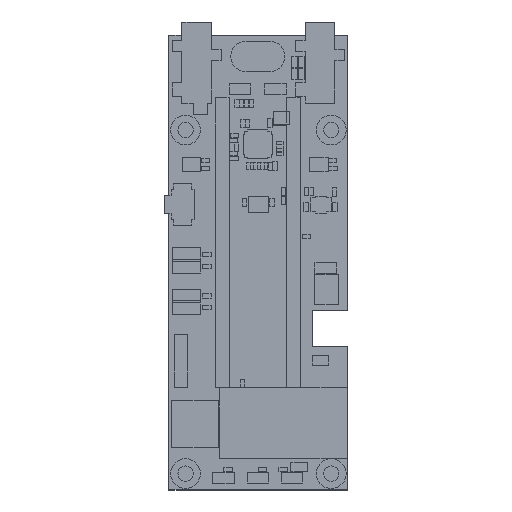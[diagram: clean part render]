
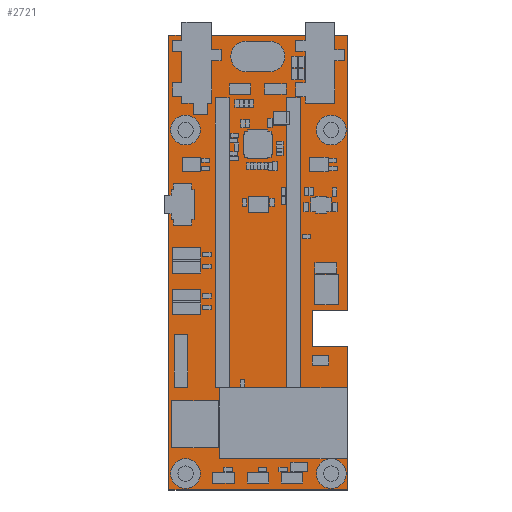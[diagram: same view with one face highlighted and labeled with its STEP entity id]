
A CAD part, top view. The second image highlights one B-rep face of the part: STEP entity #2721.
In plain terms, the highlighted planar face has unit normal (0, 0, 1).
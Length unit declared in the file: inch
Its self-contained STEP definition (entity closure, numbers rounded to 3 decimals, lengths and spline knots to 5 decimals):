
#370=CIRCLE($,#2035,0.09843);
#371=CIRCLE($,#2036,0.09843);
#374=CIRCLE($,#2043,0.06397);
#375=CIRCLE($,#2044,0.06397);
#378=CIRCLE($,#2049,0.06397);
#379=CIRCLE($,#2050,0.06397);
#382=CIRCLE($,#2055,0.06397);
#383=CIRCLE($,#2056,0.06397);
#386=CIRCLE($,#2061,0.06397);
#387=CIRCLE($,#2062,0.06397);
#390=CIRCLE($,#2067,0.03346);
#391=CIRCLE($,#2068,0.03346);
#394=CIRCLE($,#2073,0.03346);
#395=CIRCLE($,#2074,0.03346);
#398=CIRCLE($,#2079,0.03346);
#399=CIRCLE($,#2080,0.03346);
#402=CIRCLE($,#2085,0.03346);
#403=CIRCLE($,#2086,0.03346);
#1485=FACE_OUTER_BOUND($,#1755,.F.);
#1495=FACE_OUTER_BOUND($,#1765,.T.);
#1501=FACE_OUTER_BOUND($,#1771,.T.);
#1505=FACE_OUTER_BOUND($,#1775,.T.);
#1509=FACE_OUTER_BOUND($,#1779,.T.);
#1513=FACE_OUTER_BOUND($,#1783,.T.);
#1517=FACE_OUTER_BOUND($,#1787,.T.);
#1521=FACE_OUTER_BOUND($,#1791,.T.);
#1525=FACE_OUTER_BOUND($,#1795,.T.);
#1529=FACE_OUTER_BOUND($,#1799,.T.);
#1755=EDGE_LOOP($,(#2973,#2974,#2975,#2976,#2977,#2978,#2979,#2980));
#1765=EDGE_LOOP($,(#3021,#3022,#3023,#3024));
#1771=EDGE_LOOP($,(#3045,#3046));
#1775=EDGE_LOOP($,(#3057,#3058));
#1779=EDGE_LOOP($,(#3069,#3070));
#1783=EDGE_LOOP($,(#3081,#3082));
#1787=EDGE_LOOP($,(#3093,#3094));
#1791=EDGE_LOOP($,(#3105,#3106));
#1795=EDGE_LOOP($,(#3117,#3118));
#1799=EDGE_LOOP($,(#3129,#3130));
#2025=AXIS2_PLACEMENT_3D($,#7603,#6685,$);
#2035=AXIS2_PLACEMENT_3D($,#7625,#6685,$);
#2036=AXIS2_PLACEMENT_3D($,#7626,#6685,$);
#2043=AXIS2_PLACEMENT_3D($,#7639,#6685,$);
#2044=AXIS2_PLACEMENT_3D($,#7640,#6685,$);
#2049=AXIS2_PLACEMENT_3D($,#7651,#6685,$);
#2050=AXIS2_PLACEMENT_3D($,#7652,#6685,$);
#2055=AXIS2_PLACEMENT_3D($,#7663,#6685,$);
#2056=AXIS2_PLACEMENT_3D($,#7664,#6685,$);
#2061=AXIS2_PLACEMENT_3D($,#7675,#6685,$);
#2062=AXIS2_PLACEMENT_3D($,#7676,#6685,$);
#2067=AXIS2_PLACEMENT_3D($,#7687,#6685,$);
#2068=AXIS2_PLACEMENT_3D($,#7688,#6685,$);
#2073=AXIS2_PLACEMENT_3D($,#7699,#6685,$);
#2074=AXIS2_PLACEMENT_3D($,#7700,#6685,$);
#2079=AXIS2_PLACEMENT_3D($,#7711,#6685,$);
#2080=AXIS2_PLACEMENT_3D($,#7712,#6685,$);
#2085=AXIS2_PLACEMENT_3D($,#7723,#6685,$);
#2086=AXIS2_PLACEMENT_3D($,#7724,#6685,$);
#2493=PLANE($,#2025);
#2721=ADVANCED_FACE($,(#1485,#1495,#1501,#1505,#1509,#1513,#1517,#1521,
#1525,#1529),#2493,.T.);
#2973=ORIENTED_EDGE($,*,*,#4149,.T.);
#2974=ORIENTED_EDGE($,*,*,#4150,.T.);
#2975=ORIENTED_EDGE($,*,*,#4151,.T.);
#2976=ORIENTED_EDGE($,*,*,#4152,.T.);
#2977=ORIENTED_EDGE($,*,*,#4153,.T.);
#2978=ORIENTED_EDGE($,*,*,#4154,.T.);
#2979=ORIENTED_EDGE($,*,*,#4155,.T.);
#2980=ORIENTED_EDGE($,*,*,#4156,.T.);
#3021=ORIENTED_EDGE($,*,*,#4174,.T.);
#3022=ORIENTED_EDGE($,*,*,#4175,.T.);
#3023=ORIENTED_EDGE($,*,*,#4176,.T.);
#3024=ORIENTED_EDGE($,*,*,#4177,.T.);
#3045=ORIENTED_EDGE($,*,*,#4187,.T.);
#3046=ORIENTED_EDGE($,*,*,#4188,.T.);
#3057=ORIENTED_EDGE($,*,*,#4194,.T.);
#3058=ORIENTED_EDGE($,*,*,#4195,.T.);
#3069=ORIENTED_EDGE($,*,*,#4201,.T.);
#3070=ORIENTED_EDGE($,*,*,#4202,.T.);
#3081=ORIENTED_EDGE($,*,*,#4208,.T.);
#3082=ORIENTED_EDGE($,*,*,#4209,.T.);
#3093=ORIENTED_EDGE($,*,*,#4215,.T.);
#3094=ORIENTED_EDGE($,*,*,#4216,.T.);
#3105=ORIENTED_EDGE($,*,*,#4222,.T.);
#3106=ORIENTED_EDGE($,*,*,#4223,.T.);
#3117=ORIENTED_EDGE($,*,*,#4229,.T.);
#3118=ORIENTED_EDGE($,*,*,#4230,.T.);
#3129=ORIENTED_EDGE($,*,*,#4236,.T.);
#3130=ORIENTED_EDGE($,*,*,#4237,.T.);
#4149=EDGE_CURVE($,#5928,#5929,#5351,.T.);
#4150=EDGE_CURVE($,#5929,#5930,#5352,.T.);
#4151=EDGE_CURVE($,#5930,#5931,#5353,.T.);
#4152=EDGE_CURVE($,#5931,#5932,#5354,.T.);
#4153=EDGE_CURVE($,#5932,#5933,#5355,.T.);
#4154=EDGE_CURVE($,#5933,#5934,#5356,.T.);
#4155=EDGE_CURVE($,#5934,#5935,#5357,.T.);
#4156=EDGE_CURVE($,#5935,#5928,#5358,.T.);
#4174=EDGE_CURVE($,#5946,#5947,#370,.F.);
#4175=EDGE_CURVE($,#5947,#5948,#5376,.T.);
#4176=EDGE_CURVE($,#5948,#5949,#371,.F.);
#4177=EDGE_CURVE($,#5949,#5946,#5377,.T.);
#4187=EDGE_CURVE($,#5956,#5957,#374,.F.);
#4188=EDGE_CURVE($,#5957,#5956,#375,.F.);
#4194=EDGE_CURVE($,#5962,#5963,#378,.F.);
#4195=EDGE_CURVE($,#5963,#5962,#379,.F.);
#4201=EDGE_CURVE($,#5968,#5969,#382,.F.);
#4202=EDGE_CURVE($,#5969,#5968,#383,.F.);
#4208=EDGE_CURVE($,#5974,#5975,#386,.F.);
#4209=EDGE_CURVE($,#5975,#5974,#387,.F.);
#4215=EDGE_CURVE($,#5980,#5981,#390,.F.);
#4216=EDGE_CURVE($,#5981,#5980,#391,.F.);
#4222=EDGE_CURVE($,#5986,#5987,#394,.F.);
#4223=EDGE_CURVE($,#5987,#5986,#395,.F.);
#4229=EDGE_CURVE($,#5992,#5993,#398,.F.);
#4230=EDGE_CURVE($,#5993,#5992,#399,.F.);
#4236=EDGE_CURVE($,#5998,#5999,#402,.F.);
#4237=EDGE_CURVE($,#5999,#5998,#403,.F.);
#4774=VECTOR($,#6688,3.83858);
#4775=VECTOR($,#6689,1.51);
#4776=VECTOR($,#6690,2.32599);
#4777=VECTOR($,#6691,0.3);
#4778=VECTOR($,#6692,0.3);
#4779=VECTOR($,#6693,0.3);
#4780=VECTOR($,#6694,1.21259);
#4781=VECTOR($,#6695,1.51);
#4799=VECTOR($,#6721,0.19685);
#4800=VECTOR($,#6722,0.19685);
#5351=LINE($,#7602,#4774);
#5352=LINE($,#7603,#4775);
#5353=LINE($,#7604,#4776);
#5354=LINE($,#7605,#4777);
#5355=LINE($,#7606,#4778);
#5356=LINE($,#7607,#4779);
#5357=LINE($,#7608,#4780);
#5358=LINE($,#7609,#4781);
#5376=LINE($,#7621,#4799);
#5377=LINE($,#7623,#4800);
#5928=VERTEX_POINT($,#7602);
#5929=VERTEX_POINT($,#7603);
#5930=VERTEX_POINT($,#7604);
#5931=VERTEX_POINT($,#7605);
#5932=VERTEX_POINT($,#7606);
#5933=VERTEX_POINT($,#7607);
#5934=VERTEX_POINT($,#7608);
#5935=VERTEX_POINT($,#7609);
#5946=VERTEX_POINT($,#7620);
#5947=VERTEX_POINT($,#7621);
#5948=VERTEX_POINT($,#7622);
#5949=VERTEX_POINT($,#7623);
#5956=VERTEX_POINT($,#7636);
#5957=VERTEX_POINT($,#7637);
#5962=VERTEX_POINT($,#7648);
#5963=VERTEX_POINT($,#7649);
#5968=VERTEX_POINT($,#7660);
#5969=VERTEX_POINT($,#7661);
#5974=VERTEX_POINT($,#7672);
#5975=VERTEX_POINT($,#7673);
#5980=VERTEX_POINT($,#7684);
#5981=VERTEX_POINT($,#7685);
#5986=VERTEX_POINT($,#7696);
#5987=VERTEX_POINT($,#7697);
#5992=VERTEX_POINT($,#7708);
#5993=VERTEX_POINT($,#7709);
#5998=VERTEX_POINT($,#7720);
#5999=VERTEX_POINT($,#7721);
#6685=DIRECTION($,(0.,0.,1.));
#6688=DIRECTION($,(0.,1.,0.));
#6689=DIRECTION($,(1.,0.,0.));
#6690=DIRECTION($,(0.,-1.,0.));
#6691=DIRECTION($,(-1.,0.,0.));
#6692=DIRECTION($,(0.,-1.,0.));
#6693=DIRECTION($,(1.,0.,0.));
#6694=DIRECTION($,(0.,-1.,0.));
#6695=DIRECTION($,(-1.,0.,0.));
#6721=DIRECTION($,(-1.,0.,0.));
#6722=DIRECTION($,(1.,0.,0.));
#7602=CARTESIAN_POINT('',(0.,0.,0.));
#7603=CARTESIAN_POINT('',(0.,3.83858,0.));
#7604=CARTESIAN_POINT('',(1.51,3.83858,0.));
#7605=CARTESIAN_POINT('',(1.51,1.51259,0.));
#7606=CARTESIAN_POINT('',(1.21,1.51259,0.));
#7607=CARTESIAN_POINT('',(1.21,1.21259,0.));
#7608=CARTESIAN_POINT('',(1.51,1.21259,0.));
#7609=CARTESIAN_POINT('',(1.51,0.,0.));
#7620=CARTESIAN_POINT('',(0.84843,3.75858,0.));
#7621=CARTESIAN_POINT('',(0.84843,3.56173,0.));
#7622=CARTESIAN_POINT('',(0.65157,3.56173,0.));
#7623=CARTESIAN_POINT('',(0.65157,3.75858,0.));
#7625=CARTESIAN_POINT('',(0.84843,3.66016,0.));
#7626=CARTESIAN_POINT('',(0.65157,3.66016,0.));
#7636=CARTESIAN_POINT('',(0.20397,0.13858,0.));
#7637=CARTESIAN_POINT('',(0.07603,0.13858,0.));
#7639=CARTESIAN_POINT('',(0.14,0.13858,0.));
#7640=CARTESIAN_POINT('',(0.14,0.13858,0.));
#7648=CARTESIAN_POINT('',(1.43397,0.13858,0.));
#7649=CARTESIAN_POINT('',(1.30603,0.13858,0.));
#7651=CARTESIAN_POINT('',(1.37,0.13858,0.));
#7652=CARTESIAN_POINT('',(1.37,0.13858,0.));
#7660=CARTESIAN_POINT('',(1.43397,3.03858,0.));
#7661=CARTESIAN_POINT('',(1.30603,3.03858,0.));
#7663=CARTESIAN_POINT('',(1.37,3.03858,0.));
#7664=CARTESIAN_POINT('',(1.37,3.03858,0.));
#7672=CARTESIAN_POINT('',(0.20397,3.03858,0.));
#7673=CARTESIAN_POINT('',(0.07603,3.03858,0.));
#7675=CARTESIAN_POINT('',(0.14,3.03858,0.));
#7676=CARTESIAN_POINT('',(0.14,3.03858,0.));
#7684=CARTESIAN_POINT('',(1.30846,3.70638,0.));
#7685=CARTESIAN_POINT('',(1.24154,3.70638,0.));
#7687=CARTESIAN_POINT('',(1.275,3.70638,0.));
#7688=CARTESIAN_POINT('',(1.275,3.70638,0.));
#7696=CARTESIAN_POINT('',(1.30846,3.43078,0.));
#7697=CARTESIAN_POINT('',(1.24154,3.43078,0.));
#7699=CARTESIAN_POINT('',(1.275,3.43078,0.));
#7700=CARTESIAN_POINT('',(1.275,3.43078,0.));
#7708=CARTESIAN_POINT('',(0.26846,3.70638,0.));
#7709=CARTESIAN_POINT('',(0.20154,3.70638,0.));
#7711=CARTESIAN_POINT('',(0.235,3.70638,0.));
#7712=CARTESIAN_POINT('',(0.235,3.70638,0.));
#7720=CARTESIAN_POINT('',(0.26846,3.43078,0.));
#7721=CARTESIAN_POINT('',(0.20154,3.43078,0.));
#7723=CARTESIAN_POINT('',(0.235,3.43078,0.));
#7724=CARTESIAN_POINT('',(0.235,3.43078,0.));
